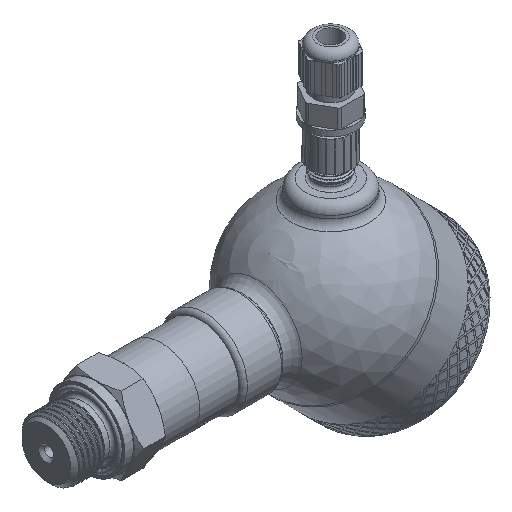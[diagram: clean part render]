
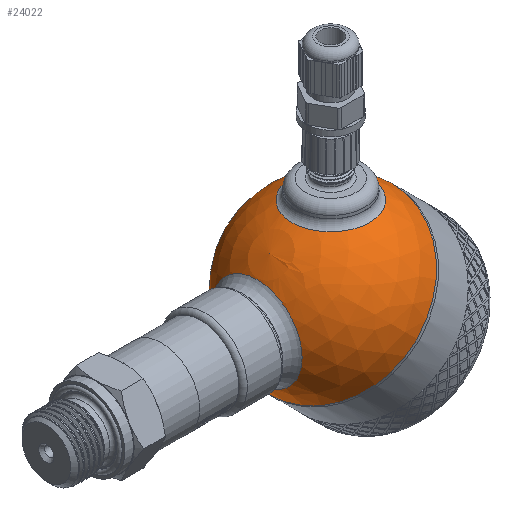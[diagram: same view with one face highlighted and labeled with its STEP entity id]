
A CAD part, isometric view. The second image highlights one B-rep face of the part: STEP entity #24022.
In plain terms, the highlighted spherical face has radius 30 mm.
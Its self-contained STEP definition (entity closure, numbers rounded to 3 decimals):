
#56=SPHERICAL_SURFACE('',#25491,30.);
#114=FACE_BOUND('',#3445,.T.);
#115=FACE_BOUND('',#3446,.T.);
#1876=FACE_OUTER_BOUND('',#3444,.T.);
#3444=EDGE_LOOP('',(#17525,#17526,#17527,#17528));
#3445=EDGE_LOOP('',(#17529));
#3446=EDGE_LOOP('',(#17530));
#4880=CIRCLE('',#25413,30.);
#4881=CIRCLE('',#25414,30.);
#4908=CIRCLE('',#25487,13.5);
#4911=CIRCLE('',#25492,30.);
#4912=CIRCLE('',#25493,15.643);
#9444=VERTEX_POINT('',#33273);
#9445=VERTEX_POINT('',#33275);
#9944=VERTEX_POINT('',#39662);
#9946=VERTEX_POINT('',#39669);
#9947=VERTEX_POINT('',#39671);
#12021=EDGE_CURVE('',#9444,#9445,#4880,.T.);
#12022=EDGE_CURVE('',#9445,#9444,#4881,.T.);
#12773=EDGE_CURVE('',#9944,#9944,#4908,.T.);
#12776=EDGE_CURVE('',#9445,#9946,#4911,.T.);
#12777=EDGE_CURVE('',#9947,#9947,#4912,.T.);
#17525=ORIENTED_EDGE('',*,*,#12022,.F.);
#17526=ORIENTED_EDGE('',*,*,#12776,.T.);
#17527=ORIENTED_EDGE('',*,*,#12776,.F.);
#17528=ORIENTED_EDGE('',*,*,#12021,.F.);
#17529=ORIENTED_EDGE('',*,*,#12777,.F.);
#17530=ORIENTED_EDGE('',*,*,#12773,.F.);
#24022=ADVANCED_FACE('',(#1876,#114,#115),#56,.T.);
#25413=AXIS2_PLACEMENT_3D('',#33276,#26751,#26752);
#25414=AXIS2_PLACEMENT_3D('',#33277,#26753,#26754);
#25487=AXIS2_PLACEMENT_3D('',#39663,#27163,#27164);
#25491=AXIS2_PLACEMENT_3D('',#39668,#27171,#27172);
#25492=AXIS2_PLACEMENT_3D('',#39670,#27173,#27174);
#25493=AXIS2_PLACEMENT_3D('',#39672,#27175,#27176);
#26751=DIRECTION('center_axis',(1.,0.,0.));
#26752=DIRECTION('ref_axis',(0.,1.,0.));
#26753=DIRECTION('center_axis',(1.,0.,0.));
#26754=DIRECTION('ref_axis',(0.,1.,0.));
#27163=DIRECTION('center_axis',(-0.707,0.,-0.707));
#27164=DIRECTION('ref_axis',(-0.707,0.,0.707));
#27171=DIRECTION('center_axis',(1.,0.,0.));
#27172=DIRECTION('ref_axis',(0.,-1.,0.));
#27173=DIRECTION('center_axis',(0.,0.,1.));
#27174=DIRECTION('ref_axis',(0.,1.,0.));
#27175=DIRECTION('center_axis',(-0.707,0.,0.707));
#27176=DIRECTION('ref_axis',(0.707,0.,0.707));
#33273=CARTESIAN_POINT('',(0.,-30.,0.));
#33275=CARTESIAN_POINT('',(0.,30.,0.));
#33276=CARTESIAN_POINT('Origin',(0.,0.,0.));
#33277=CARTESIAN_POINT('Origin',(0.,0.,0.));
#39662=CARTESIAN_POINT('',(-9.398,0.,-28.49));
#39663=CARTESIAN_POINT('Origin',(-18.944,0.,-18.944));
#39668=CARTESIAN_POINT('Origin',(0.,0.,0.));
#39669=CARTESIAN_POINT('',(-30.,0.,0.));
#39670=CARTESIAN_POINT('Origin',(0.,0.,0.));
#39671=CARTESIAN_POINT('',(-29.162,0.,7.04));
#39672=CARTESIAN_POINT('Origin',(-18.101,0.,18.101));
